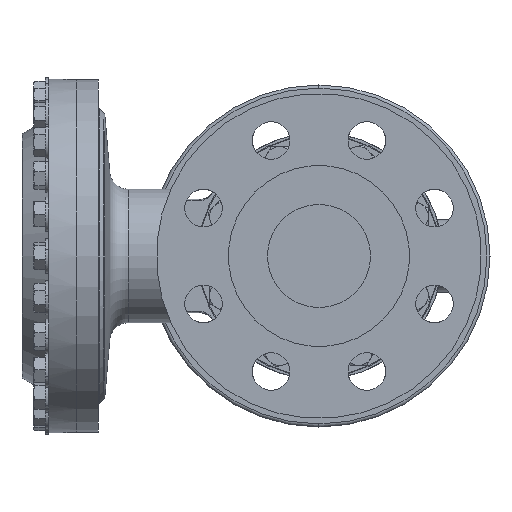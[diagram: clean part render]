
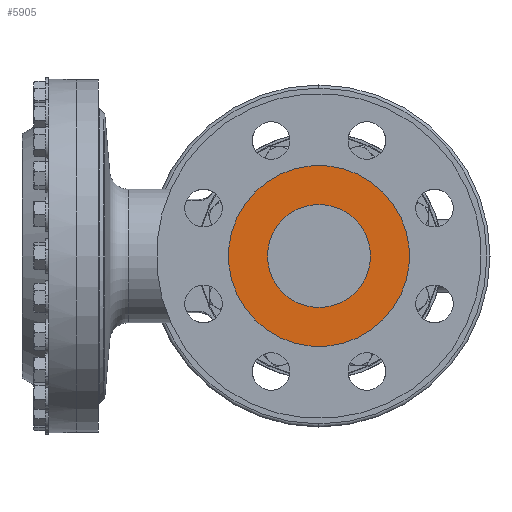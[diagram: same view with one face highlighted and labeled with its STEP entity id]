
A CAD part, left-side view. The second image highlights one B-rep face of the part: STEP entity #5905.
In plain terms, the highlighted planar face has unit normal (-1, 0, 0).
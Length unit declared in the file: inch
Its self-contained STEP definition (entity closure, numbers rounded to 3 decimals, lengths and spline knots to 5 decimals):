
#243 = EDGE_CURVE ( 'NONE', #4763, #599, #17141, .T. ) ;
#304 = DIRECTION ( 'NONE',  ( 1., 0., 0. ) ) ;
#599 = VERTEX_POINT ( 'NONE', #601 ) ;
#601 = CARTESIAN_POINT ( 'NONE',  ( -6.439, -0.72832, -0.72832 ) ) ;
#1148 = DIRECTION ( 'NONE',  ( -1., 0., 0. ) ) ;
#1272 = AXIS2_PLACEMENT_3D ( 'NONE', #6841, #18459, #8539 ) ;
#1559 = AXIS2_PLACEMENT_3D ( 'NONE', #5451, #17082, #7143 ) ;
#1938 = EDGE_LOOP ( 'NONE', ( #2289, #9006 ) ) ;
#2289 = ORIENTED_EDGE ( 'NONE', *, *, #19964, .F. ) ;
#4763 = VERTEX_POINT ( 'NONE', #18363 ) ;
#4805 = CIRCLE ( 'NONE', #11617, 1.81 ) ;
#5451 = CARTESIAN_POINT ( 'NONE',  ( -6.439, 0., 0. ) ) ;
#5905 = ADVANCED_FACE ( 'NONE', ( #16292, #11375 ), #6025, .T. ) ;
#6025 = PLANE ( 'NONE',  #17468 ) ;
#6841 = CARTESIAN_POINT ( 'NONE',  ( -6.439, 0., 0. ) ) ;
#7143 = DIRECTION ( 'NONE',  ( 0., -0.707, -0.707 ) ) ;
#7658 = CARTESIAN_POINT ( 'NONE',  ( -6.439, 1.27986, -1.27986 ) ) ;
#8434 = VERTEX_POINT ( 'NONE', #9311 ) ;
#8539 = DIRECTION ( 'NONE',  ( 0., 0.707, 0.707 ) ) ;
#9006 = ORIENTED_EDGE ( 'NONE', *, *, #9195, .F. ) ;
#9195 = EDGE_CURVE ( 'NONE', #8434, #16978, #4805, .T. ) ;
#9311 = CARTESIAN_POINT ( 'NONE',  ( -6.439, 1.27986, 1.27986 ) ) ;
#9584 = ORIENTED_EDGE ( 'NONE', *, *, #243, .F. ) ;
#10304 = CARTESIAN_POINT ( 'NONE',  ( -6.439, 0., 0. ) ) ;
#10606 = CARTESIAN_POINT ( 'NONE',  ( -6.439, -1.27986, -1.27986 ) ) ;
#10677 = EDGE_CURVE ( 'NONE', #599, #4763, #12845, .T. ) ;
#11085 = DIRECTION ( 'NONE',  ( 0., 0.707, 0.707 ) ) ;
#11121 = CARTESIAN_POINT ( 'NONE',  ( -6.439, 0., 0. ) ) ;
#11375 = FACE_BOUND ( 'NONE', #13047, .T. ) ;
#11617 = AXIS2_PLACEMENT_3D ( 'NONE', #10304, #304, #11954 ) ;
#11954 = DIRECTION ( 'NONE',  ( 0., -0.707, -0.707 ) ) ;
#12788 = DIRECTION ( 'NONE',  ( 0., 0.707, 0.707 ) ) ;
#12845 = CIRCLE ( 'NONE', #15108, 1.03 ) ;
#13009 = ORIENTED_EDGE ( 'NONE', *, *, #10677, .F. ) ;
#13047 = EDGE_LOOP ( 'NONE', ( #13009, #9584 ) ) ;
#15108 = AXIS2_PLACEMENT_3D ( 'NONE', #11121, #1148, #12788 ) ;
#16292 = FACE_OUTER_BOUND ( 'NONE', #1938, .T. ) ;
#16978 = VERTEX_POINT ( 'NONE', #10606 ) ;
#17082 = DIRECTION ( 'NONE',  ( 1., 0., 0. ) ) ;
#17141 = CIRCLE ( 'NONE', #1272, 1.03 ) ;
#17468 = AXIS2_PLACEMENT_3D ( 'NONE', #7658, #20999, #11085 ) ;
#18363 = CARTESIAN_POINT ( 'NONE',  ( -6.439, 0.72832, 0.72832 ) ) ;
#18459 = DIRECTION ( 'NONE',  ( -1., 0., 0. ) ) ;
#19791 = CIRCLE ( 'NONE', #1559, 1.81 ) ;
#19964 = EDGE_CURVE ( 'NONE', #16978, #8434, #19791, .T. ) ;
#20999 = DIRECTION ( 'NONE',  ( -1., 0., 0. ) ) ;
